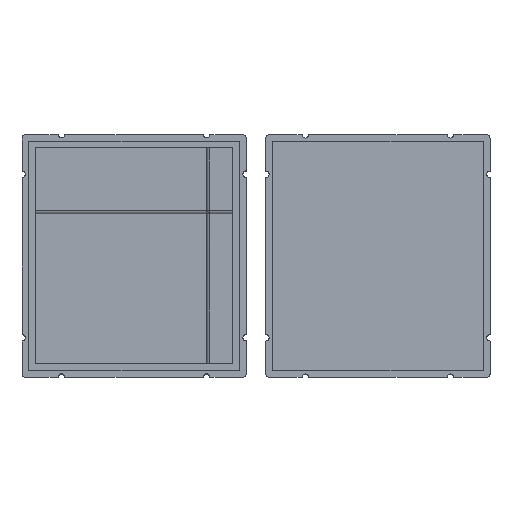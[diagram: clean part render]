
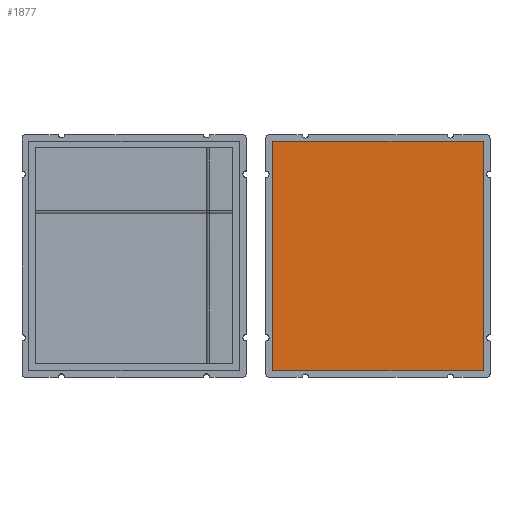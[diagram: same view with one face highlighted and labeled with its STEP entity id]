
A CAD part, top view. The second image highlights one B-rep face of the part: STEP entity #1877.
In plain terms, the highlighted planar face has unit normal (0, 0, 1).
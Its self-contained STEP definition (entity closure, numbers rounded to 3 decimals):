
#277=FACE_OUTER_BOUND('',#391,.T.);
#391=EDGE_LOOP('',(#1702,#1703,#1704,#1705));
#524=LINE('',#3232,#703);
#553=LINE('',#3431,#732);
#572=LINE('',#3599,#751);
#573=LINE('',#3600,#752);
#703=VECTOR('',#2431,10.);
#732=VECTOR('',#2502,10.);
#751=VECTOR('',#2571,10.);
#752=VECTOR('',#2572,10.);
#883=VERTEX_POINT('',#3230);
#884=VERTEX_POINT('',#3231);
#905=VERTEX_POINT('',#3430);
#917=VERTEX_POINT('',#3598);
#1111=EDGE_CURVE('',#883,#884,#524,.T.);
#1151=EDGE_CURVE('',#884,#905,#553,.T.);
#1183=EDGE_CURVE('',#917,#883,#572,.T.);
#1184=EDGE_CURVE('',#905,#917,#573,.T.);
#1702=ORIENTED_EDGE('',*,*,#1183,.F.);
#1703=ORIENTED_EDGE('',*,*,#1184,.F.);
#1704=ORIENTED_EDGE('',*,*,#1151,.F.);
#1705=ORIENTED_EDGE('',*,*,#1111,.F.);
#1766=PLANE('',#2060);
#1877=ADVANCED_FACE('',(#277),#1766,.T.);
#2060=AXIS2_PLACEMENT_3D('',#3597,#2569,#2570);
#2431=DIRECTION('',(0.,-1.,0.));
#2502=DIRECTION('',(-1.,0.,0.));
#2569=DIRECTION('center_axis',(0.,0.,1.));
#2570=DIRECTION('ref_axis',(1.,0.,0.));
#2571=DIRECTION('',(1.,0.,0.));
#2572=DIRECTION('',(0.,1.,0.));
#3230=CARTESIAN_POINT('',(68.,33.8,1.));
#3231=CARTESIAN_POINT('',(68.,-1.,1.));
#3232=CARTESIAN_POINT('',(68.,25.1,1.));
#3430=CARTESIAN_POINT('',(36.,-1.,1.));
#3431=CARTESIAN_POINT('',(59.25,-1.,1.));
#3597=CARTESIAN_POINT('Origin',(51.5,16.4,1.));
#3598=CARTESIAN_POINT('',(36.,33.8,1.));
#3599=CARTESIAN_POINT('',(43.75,33.8,1.));
#3600=CARTESIAN_POINT('',(36.,7.7,1.));
